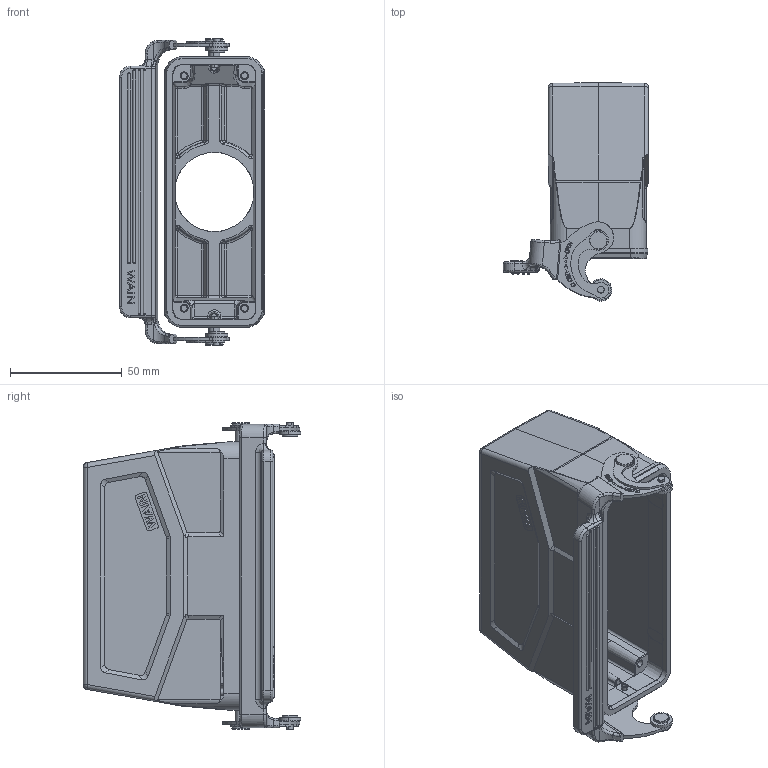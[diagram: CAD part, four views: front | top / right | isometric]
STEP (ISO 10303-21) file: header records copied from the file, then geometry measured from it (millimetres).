
FILE_DESCRIPTION((''),'2;1');
FILE_NAME('3D_1111247215005_W24B-CCTH-1L_S','2023-12-23T',('p.yu'),(''),'PRO/ENGINEER BY PARAMETRIC TECHNOLOGY CORPORATION, 2012480','PRO/ENGINEER BY PARAMETRIC TECHNOLOGY CORPORATION, 2012480','');
FILE_SCHEMA(('CONFIG_CONTROL_DESIGN'));
Products named in the file (1): 3D_1111247215005_W24B-CCTH-1L_S
Bounding box: 64.98 x 97.47 x 137.1 mm (x, y, z)
Volume: 119547.6 mm3; surface area: 66916.6 mm2
Topology: 1 solids, 18 shells, 1456 faces, 3908 edges, 2535 vertices
Faces by surface type: plane 667, cylinder 312, extrusion 254, bspline 92, torus 52, cone 38, sphere 37, revolution 4
Entity records: 52516 total; most frequent: CARTESIAN_POINT 17674, ORIENTED_EDGE 7734, DIRECTION 6232, EDGE_CURVE 3867, VERTEX_POINT 2535, VECTOR 2370, LINE 2116, AXIS2_PLACEMENT_3D 1929
